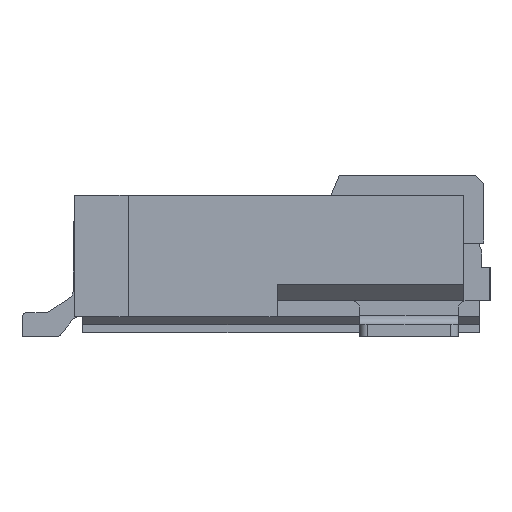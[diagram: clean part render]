
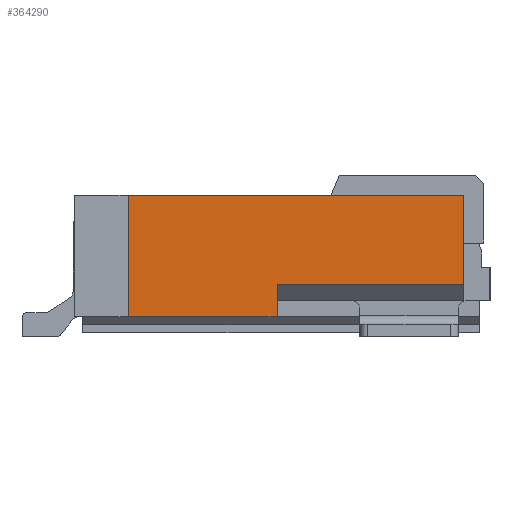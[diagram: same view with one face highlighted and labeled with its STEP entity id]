
A CAD part, left-side view. The second image highlights one B-rep face of the part: STEP entity #364290.
In plain terms, the highlighted planar face has unit normal (-1, 0, 0).
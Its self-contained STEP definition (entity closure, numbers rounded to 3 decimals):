
#108410=CARTESIAN_POINT('',(11.212,67.328,1.7));
#108420=VERTEX_POINT('',#108410);
#108450=CARTESIAN_POINT('',(11.212,0.,1.7));
#108460=DIRECTION('',(0.,-1.,0.));
#108470=VECTOR('',#108460,1.);
#108480=LINE('',#108450,#108470);
#108490=CARTESIAN_POINT('',(11.212,71.468,1.7));
#108500=VERTEX_POINT('',#108490);
#108510=EDGE_CURVE('',#108500,#108420,#108480,.T.);
#302280=CARTESIAN_POINT('',(11.212,71.468,0.2));
#302290=VERTEX_POINT('',#302280);
#302320=CARTESIAN_POINT('',(11.212,71.278,0.2));
#302330=DIRECTION('',(-0.,1.,-0.));
#302340=VECTOR('',#302330,1.);
#302350=LINE('',#302320,#302340);
#302360=CARTESIAN_POINT('',(11.212,69.628,0.2));
#302370=VERTEX_POINT('',#302360);
#302380=EDGE_CURVE('',#302370,#302290,#302350,.T.);
#363920=CARTESIAN_POINT('',(11.212,67.328,1.7));
#363930=DIRECTION('',(1.,0.,0.));
#363940=DIRECTION('',(0.,-1.,0.));
#363950=AXIS2_PLACEMENT_3D('',#363920,#363930,#363940);
#363960=PLANE('',#363950);
#363970=CARTESIAN_POINT('',(11.212,69.628,1.7));
#363980=DIRECTION('',(-0.,-0.,-1.));
#363990=VECTOR('',#363980,1.);
#364000=LINE('',#363970,#363990);
#364010=CARTESIAN_POINT('',(11.212,69.628,0.6));
#364020=VERTEX_POINT('',#364010);
#364030=EDGE_CURVE('',#364020,#302370,#364000,.T.);
#364040=ORIENTED_EDGE('',*,*,#364030,.F.);
#364050=ORIENTED_EDGE('',*,*,#302380,.F.);
#364060=CARTESIAN_POINT('',(11.212,71.468,1.7));
#364070=DIRECTION('',(-0.,-0.,-1.));
#364080=VECTOR('',#364070,1.);
#364090=LINE('',#364060,#364080);
#364100=EDGE_CURVE('',#108500,#302290,#364090,.T.);
#364110=ORIENTED_EDGE('',*,*,#364100,.T.);
#364120=ORIENTED_EDGE('',*,*,#108510,.F.);
#364130=CARTESIAN_POINT('',(11.212,67.328,1.7));
#364140=DIRECTION('',(0.,0.,-1.));
#364150=VECTOR('',#364140,1.);
#364160=LINE('',#364130,#364150);
#364170=CARTESIAN_POINT('',(11.212,67.328,0.6));
#364180=VERTEX_POINT('',#364170);
#364190=EDGE_CURVE('',#108420,#364180,#364160,.T.);
#364200=ORIENTED_EDGE('',*,*,#364190,.F.);
#364210=CARTESIAN_POINT('',(11.212,68.478,0.6));
#364220=DIRECTION('',(0.,1.,0.));
#364230=VECTOR('',#364220,1.);
#364240=LINE('',#364210,#364230);
#364250=EDGE_CURVE('',#364180,#364020,#364240,.T.);
#364260=ORIENTED_EDGE('',*,*,#364250,.F.);
#364270=EDGE_LOOP('',(#364260,#364200,#364120,#364110,#364050,#364040));
#364280=FACE_OUTER_BOUND('',#364270,.T.);
#364290=ADVANCED_FACE('',(#364280),#363960,.F.);
